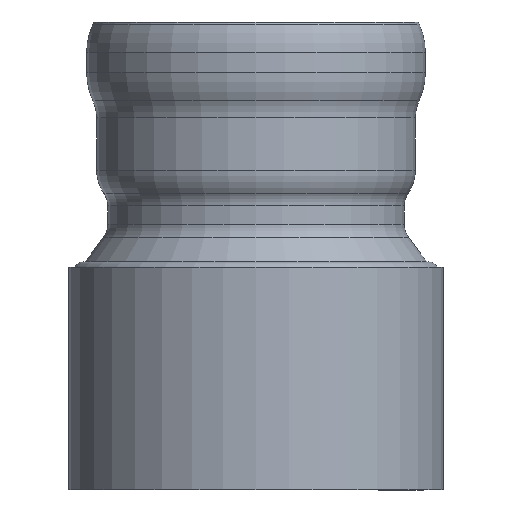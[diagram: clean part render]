
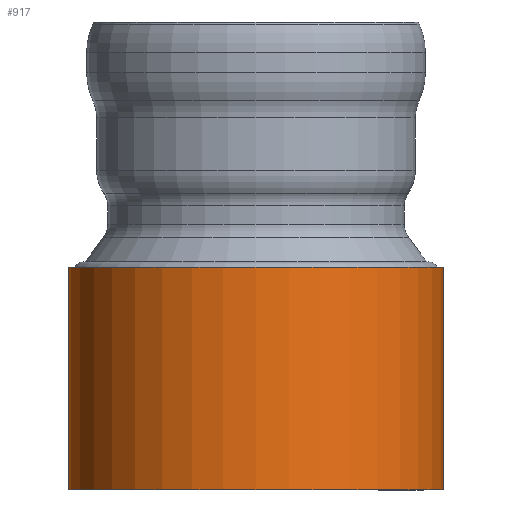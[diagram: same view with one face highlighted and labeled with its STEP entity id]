
A CAD part, front view. The second image highlights one B-rep face of the part: STEP entity #917.
In plain terms, the highlighted cylindrical face has radius 841.5 mm (diameter 1683 mm), a full revolution.
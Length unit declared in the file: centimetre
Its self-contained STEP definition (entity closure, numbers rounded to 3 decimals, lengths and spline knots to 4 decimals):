
#78=FACE_OUTER_BOUND('',#138,.T.);
#138=EDGE_LOOP('',(#614,#615,#616,#617));
#207=LINE('',#1550,#233);
#233=VECTOR('',#1167,84.15);
#259=CIRCLE('',#984,84.15);
#260=CIRCLE('',#985,84.15);
#377=VERTEX_POINT('',#1547);
#378=VERTEX_POINT('',#1549);
#470=EDGE_CURVE('',#377,#377,#259,.T.);
#471=EDGE_CURVE('',#377,#378,#207,.T.);
#472=EDGE_CURVE('',#378,#378,#260,.T.);
#614=ORIENTED_EDGE('',*,*,#470,.F.);
#615=ORIENTED_EDGE('',*,*,#471,.T.);
#616=ORIENTED_EDGE('',*,*,#472,.T.);
#617=ORIENTED_EDGE('',*,*,#471,.F.);
#902=CYLINDRICAL_SURFACE('',#983,84.15);
#917=ADVANCED_FACE('',(#78),#902,.T.);
#983=AXIS2_PLACEMENT_3D('',#1546,#1163,#1164);
#984=AXIS2_PLACEMENT_3D('',#1548,#1165,#1166);
#985=AXIS2_PLACEMENT_3D('',#1551,#1168,#1169);
#1163=DIRECTION('center_axis',(0.,0.,-1.));
#1164=DIRECTION('ref_axis',(1.,0.,0.));
#1165=DIRECTION('center_axis',(0.,0.,-1.));
#1166=DIRECTION('ref_axis',(1.,0.,0.));
#1167=DIRECTION('',(0.,0.,1.));
#1168=DIRECTION('center_axis',(0.,0.,-1.));
#1169=DIRECTION('ref_axis',(1.,0.,0.));
#1546=CARTESIAN_POINT('Origin',(671.2917,477.0389,-160.));
#1547=CARTESIAN_POINT('',(587.1417,477.0389,-210.));
#1548=CARTESIAN_POINT('Origin',(671.2917,477.0389,-210.));
#1549=CARTESIAN_POINT('',(587.1417,477.0389,-110.));
#1550=CARTESIAN_POINT('',(587.1417,477.0389,-160.));
#1551=CARTESIAN_POINT('Origin',(671.2917,477.0389,-110.));
